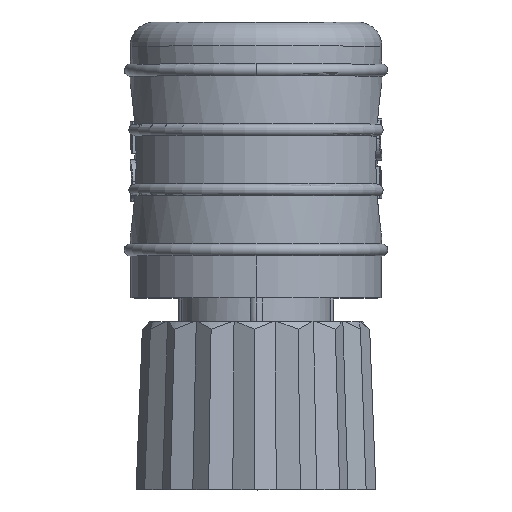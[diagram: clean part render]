
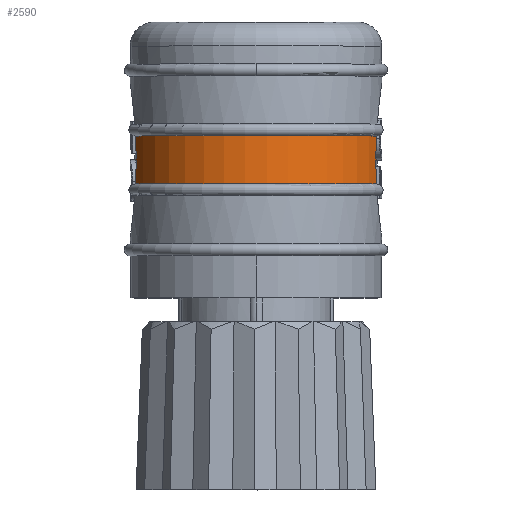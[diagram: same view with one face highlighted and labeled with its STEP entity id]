
A CAD part, top view. The second image highlights one B-rep face of the part: STEP entity #2590.
In plain terms, the highlighted cylindrical face has radius 5.25 mm (diameter 10.5 mm), a partial arc.
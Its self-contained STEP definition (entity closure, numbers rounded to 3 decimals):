
#368 = EDGE_LOOP ( 'NONE', ( #3009, #9173, #4761, #1291 ) ) ;
#508 = CARTESIAN_POINT ( 'NONE',  ( -3.358, 0.397, 97.324 ) ) ;
#677 = CARTESIAN_POINT ( 'NONE',  ( -3.374, 0.066, 97.27 ) ) ;
#744 = VERTEX_POINT ( 'NONE', #5628 ) ;
#1057 = EDGE_CURVE ( 'NONE', #1622, #6585, #5309, .T. ) ;
#1115 = EDGE_CURVE ( 'NONE', #6871, #6585, #4044, .T. ) ;
#1291 = ORIENTED_EDGE ( 'NONE', *, *, #1057, .T. ) ;
#1622 = VERTEX_POINT ( 'NONE', #10390 ) ;
#2574 = EDGE_CURVE ( 'NONE', #744, #1622, #7912, .T. ) ;
#2575 = CARTESIAN_POINT ( 'NONE',  ( -3.374, 2.066, 97.27 ) ) ;
#2590 = ADVANCED_FACE ( 'NONE', ( #9483 ), #5144, .T. ) ;
#2825 = CARTESIAN_POINT ( 'NONE',  ( -3.374, 2.066, 97.27 ) ) ;
#3009 = ORIENTED_EDGE ( 'NONE', *, *, #1115, .F. ) ;
#3024 = AXIS2_PLACEMENT_3D ( 'NONE', #8350, #3454, #9169 ) ;
#3236 = CARTESIAN_POINT ( 'NONE',  ( 1.651, 2.066, 95.75 ) ) ;
#3454 = DIRECTION ( 'NONE',  ( 0., 1., 0. ) ) ;
#4044 = B_SPLINE_CURVE_WITH_KNOTS ( 'NONE', 3,
 ( #677, #508, #7724, #9230, #9659, #2575 ),
 .UNSPECIFIED., .F., .F.,
 ( 4, 2, 4 ),
 ( 0., 0.001, 0.002 ),
 .UNSPECIFIED. ) ;
#4177 = CARTESIAN_POINT ( 'NONE',  ( -3.374, 0.066, 97.27 ) ) ;
#4761 = ORIENTED_EDGE ( 'NONE', *, *, #2574, .T. ) ;
#5144 = CYLINDRICAL_SURFACE ( 'NONE', #10454, 5.25 ) ;
#5309 = CIRCLE ( 'NONE', #9714, 5.25 ) ;
#5474 = DIRECTION ( 'NONE',  ( 0., -1., 0. ) ) ;
#5628 = CARTESIAN_POINT ( 'NONE',  ( 6.676, 0.066, 97.27 ) ) ;
#6484 = CARTESIAN_POINT ( 'NONE',  ( 6.66, 0.397, 97.324 ) ) ;
#6495 = CARTESIAN_POINT ( 'NONE',  ( 6.676, 0.066, 97.27 ) ) ;
#6585 = VERTEX_POINT ( 'NONE', #2825 ) ;
#6814 = DIRECTION ( 'NONE',  ( 0., 0., -1. ) ) ;
#6868 = CARTESIAN_POINT ( 'NONE',  ( 1.651, -8.468, 95.75 ) ) ;
#6871 = VERTEX_POINT ( 'NONE', #4177 ) ;
#6897 = CARTESIAN_POINT ( 'NONE',  ( 6.651, 0.73, 97.35 ) ) ;
#6913 = CARTESIAN_POINT ( 'NONE',  ( 6.651, 1.401, 97.35 ) ) ;
#6922 = CARTESIAN_POINT ( 'NONE',  ( 6.66, 1.735, 97.324 ) ) ;
#6948 = CARTESIAN_POINT ( 'NONE',  ( 6.676, 2.066, 97.27 ) ) ;
#6968 = DIRECTION ( 'NONE',  ( 0., -1., 0. ) ) ;
#7724 = CARTESIAN_POINT ( 'NONE',  ( -3.349, 0.73, 97.35 ) ) ;
#7912 = B_SPLINE_CURVE_WITH_KNOTS ( 'NONE', 3,
 ( #6495, #6484, #6897, #6913, #6922, #6948 ),
 .UNSPECIFIED., .F., .F.,
 ( 4, 2, 4 ),
 ( 0., 0.001, 0.002 ),
 .UNSPECIFIED. ) ;
#8350 = CARTESIAN_POINT ( 'NONE',  ( 1.651, 0.066, 95.75 ) ) ;
#8358 = EDGE_CURVE ( 'NONE', #6871, #744, #10517, .T. ) ;
#9169 = DIRECTION ( 'NONE',  ( 0., 0., -1. ) ) ;
#9173 = ORIENTED_EDGE ( 'NONE', *, *, #8358, .T. ) ;
#9230 = CARTESIAN_POINT ( 'NONE',  ( -3.349, 1.401, 97.35 ) ) ;
#9483 = FACE_OUTER_BOUND ( 'NONE', #368, .T. ) ;
#9659 = CARTESIAN_POINT ( 'NONE',  ( -3.358, 1.735, 97.324 ) ) ;
#9714 = AXIS2_PLACEMENT_3D ( 'NONE', #3236, #5474, #10462 ) ;
#10390 = CARTESIAN_POINT ( 'NONE',  ( 6.676, 2.066, 97.27 ) ) ;
#10454 = AXIS2_PLACEMENT_3D ( 'NONE', #6868, #6968, #6814 ) ;
#10462 = DIRECTION ( 'NONE',  ( 0., 0., -1. ) ) ;
#10517 = CIRCLE ( 'NONE', #3024, 5.25 ) ;
